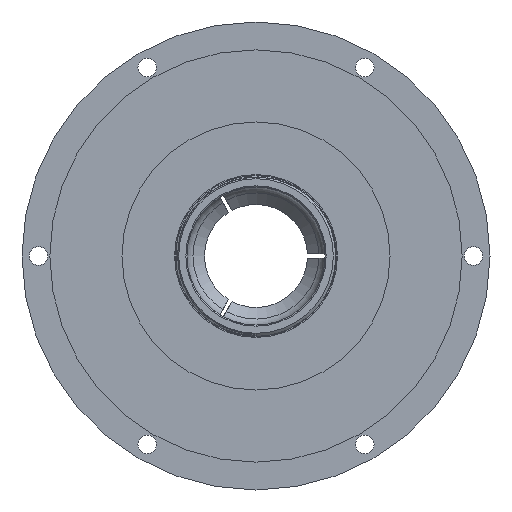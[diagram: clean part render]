
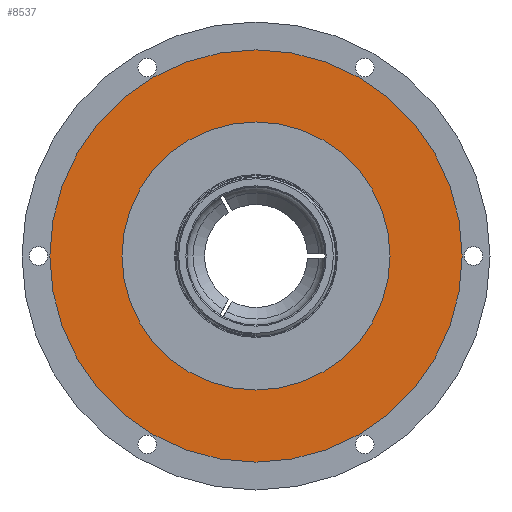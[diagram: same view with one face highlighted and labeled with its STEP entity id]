
A CAD part, left-side view. The second image highlights one B-rep face of the part: STEP entity #8537.
In plain terms, the highlighted planar face has unit normal (-1, 0, 0).
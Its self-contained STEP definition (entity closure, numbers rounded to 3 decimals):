
#216 = CARTESIAN_POINT ( 'NONE',  ( 5., 100., 0. ) ) ;
#694 = ORIENTED_EDGE ( 'NONE', *, *, #8983, .F. ) ;
#915 = DIRECTION ( 'NONE',  ( -1., 0., 0. ) ) ;
#1024 = AXIS2_PLACEMENT_3D ( 'NONE', #3776, #915, #4638 ) ;
#1287 = EDGE_CURVE ( 'NONE', #4038, #1566, #2881, .T. ) ;
#1296 = DIRECTION ( 'NONE',  ( -1., 0., 0. ) ) ;
#1566 = VERTEX_POINT ( 'NONE', #9959 ) ;
#2593 = DIRECTION ( 'NONE',  ( -1., 0., 0. ) ) ;
#2881 = CIRCLE ( 'NONE', #3477, 100. ) ;
#2969 = DIRECTION ( 'NONE',  ( 0., 1., 0. ) ) ;
#3360 = PLANE ( 'NONE',  #4223 ) ;
#3477 = AXIS2_PLACEMENT_3D ( 'NONE', #5142, #1296, #10702 ) ;
#3776 = CARTESIAN_POINT ( 'NONE',  ( 5., 0., 0. ) ) ;
#4038 = VERTEX_POINT ( 'NONE', #7133 ) ;
#4223 = AXIS2_PLACEMENT_3D ( 'NONE', #216, #9348, #2969 ) ;
#4231 = FACE_BOUND ( 'NONE', #5474, .T. ) ;
#4638 = DIRECTION ( 'NONE',  ( 0., 0., 1. ) ) ;
#5142 = CARTESIAN_POINT ( 'NONE',  ( 5., 0., 0. ) ) ;
#5474 = EDGE_LOOP ( 'NONE', ( #694 ) ) ;
#5873 = EDGE_LOOP ( 'NONE', ( #7558, #6468 ) ) ;
#6468 = ORIENTED_EDGE ( 'NONE', *, *, #1287, .T. ) ;
#6512 = DIRECTION ( 'NONE',  ( 0., 0., 1. ) ) ;
#6700 = AXIS2_PLACEMENT_3D ( 'NONE', #6954, #2593, #6512 ) ;
#6954 = CARTESIAN_POINT ( 'NONE',  ( 5., 0., 0. ) ) ;
#7133 = CARTESIAN_POINT ( 'NONE',  ( 5., 0., -100. ) ) ;
#7558 = ORIENTED_EDGE ( 'NONE', *, *, #11077, .T. ) ;
#7958 = FACE_OUTER_BOUND ( 'NONE', #5873, .T. ) ;
#8537 = ADVANCED_FACE ( 'NONE', ( #4231, #7958 ), #3360, .F. ) ;
#8983 = EDGE_CURVE ( 'NONE', #10431, #10431, #11174, .T. ) ;
#9249 = CIRCLE ( 'NONE', #6700, 100. ) ;
#9348 = DIRECTION ( 'NONE',  ( 1., 0., 0. ) ) ;
#9959 = CARTESIAN_POINT ( 'NONE',  ( 5., 0., 100. ) ) ;
#10431 = VERTEX_POINT ( 'NONE', #11345 ) ;
#10702 = DIRECTION ( 'NONE',  ( 0., 0., 1. ) ) ;
#11077 = EDGE_CURVE ( 'NONE', #1566, #4038, #9249, .T. ) ;
#11174 = CIRCLE ( 'NONE', #1024, 65. ) ;
#11345 = CARTESIAN_POINT ( 'NONE',  ( 5., 0., 65. ) ) ;
